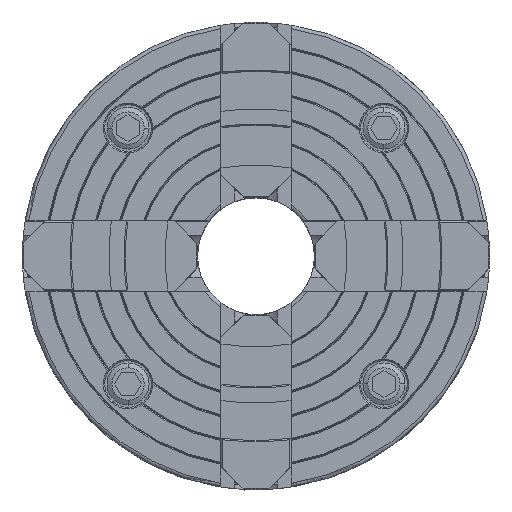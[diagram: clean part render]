
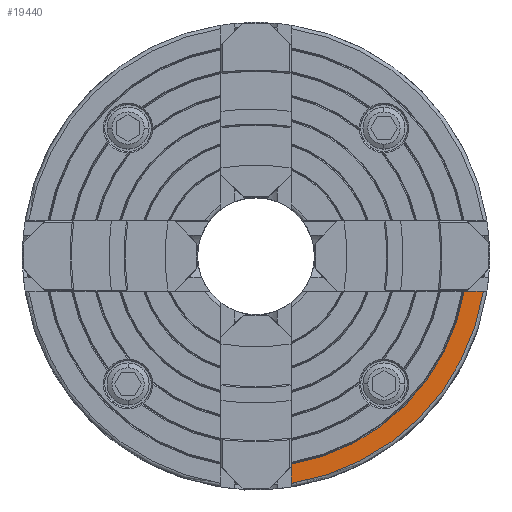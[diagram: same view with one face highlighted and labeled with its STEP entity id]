
A CAD part, top view. The second image highlights one B-rep face of the part: STEP entity #19440.
In plain terms, the highlighted planar face has unit normal (0, 0, 1).
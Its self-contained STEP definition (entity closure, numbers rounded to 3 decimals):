
#906 = CARTESIAN_POINT ( 'NONE',  ( 0., 0., 0. ) ) ;
#1011 = PLANE ( 'NONE',  #4909 ) ;
#2150 = LINE ( 'NONE', #7642, #11667 ) ;
#4202 = DIRECTION ( 'NONE',  ( -1., 0., 0. ) ) ;
#4527 = DIRECTION ( 'NONE',  ( 1., 0., 0. ) ) ;
#4899 = VERTEX_POINT ( 'NONE', #13805 ) ;
#4909 = AXIS2_PLACEMENT_3D ( 'NONE', #33274, #11799, #36905 ) ;
#4966 = VERTEX_POINT ( 'NONE', #28706 ) ;
#5886 = CARTESIAN_POINT ( 'NONE',  ( 15., -90.179, 0. ) ) ;
#6530 = DIRECTION ( 'NONE',  ( 0., 0., -1. ) ) ;
#6686 = EDGE_CURVE ( 'NONE', #28508, #37960, #26486, .T. ) ;
#7642 = CARTESIAN_POINT ( 'NONE',  ( 100., -15., 0. ) ) ;
#8524 = VECTOR ( 'NONE', #33832, 1000. ) ;
#8914 = EDGE_CURVE ( 'NONE', #4966, #35308, #2150, .T. ) ;
#10357 = AXIS2_PLACEMENT_3D ( 'NONE', #27966, #6530, #31564 ) ;
#11667 = VECTOR ( 'NONE', #4202, 1000. ) ;
#11799 = DIRECTION ( 'NONE',  ( 0., 0., -1. ) ) ;
#13112 = ORIENTED_EDGE ( 'NONE', *, *, #15542, .F. ) ;
#13195 = CARTESIAN_POINT ( 'NONE',  ( 15., -97.351, 0. ) ) ;
#13805 = CARTESIAN_POINT ( 'NONE',  ( 15., -89.147, 0. ) ) ;
#15542 = EDGE_CURVE ( 'NONE', #37929, #4899, #17405, .T. ) ;
#15628 = ORIENTED_EDGE ( 'NONE', *, *, #38899, .T. ) ;
#16205 = EDGE_CURVE ( 'NONE', #37960, #37929, #28662, .T. ) ;
#16249 = CARTESIAN_POINT ( 'NONE',  ( 100., -15., 0. ) ) ;
#16512 = ORIENTED_EDGE ( 'NONE', *, *, #6686, .F. ) ;
#17405 = LINE ( 'NONE', #27324, #18563 ) ;
#18563 = VECTOR ( 'NONE', #38193, 1000. ) ;
#19427 = CARTESIAN_POINT ( 'NONE',  ( 15., -100., 0. ) ) ;
#19440 = ADVANCED_FACE ( 'NONE', ( #22507 ), #1011, .F. ) ;
#22507 = FACE_OUTER_BOUND ( 'NONE', #32521, .T. ) ;
#23281 = ORIENTED_EDGE ( 'NONE', *, *, #8914, .T. ) ;
#23950 = LINE ( 'NONE', #16249, #40849 ) ;
#24604 = ORIENTED_EDGE ( 'NONE', *, *, #16205, .F. ) ;
#25938 = DIRECTION ( 'NONE',  ( 0., 0., -1. ) ) ;
#26486 = CIRCLE ( 'NONE', #10357, 98.5 ) ;
#27324 = CARTESIAN_POINT ( 'NONE',  ( 15., -100., 0. ) ) ;
#27966 = CARTESIAN_POINT ( 'NONE',  ( 0., 0., 0. ) ) ;
#28508 = VERTEX_POINT ( 'NONE', #43383 ) ;
#28662 = LINE ( 'NONE', #19427, #8524 ) ;
#28706 = CARTESIAN_POINT ( 'NONE',  ( 90.179, -15., 0. ) ) ;
#29756 = CARTESIAN_POINT ( 'NONE',  ( 89.147, -15., 0. ) ) ;
#31564 = DIRECTION ( 'NONE',  ( 1., 0., 0. ) ) ;
#32521 = EDGE_LOOP ( 'NONE', ( #24604, #16512, #15628, #23281, #34436, #13112 ) ) ;
#33274 = CARTESIAN_POINT ( 'NONE',  ( 69.65, -69.65, 0. ) ) ;
#33832 = DIRECTION ( 'NONE',  ( 0., 1., 0. ) ) ;
#34134 = DIRECTION ( 'NONE',  ( -1., 0., 0. ) ) ;
#34436 = ORIENTED_EDGE ( 'NONE', *, *, #37708, .T. ) ;
#35308 = VERTEX_POINT ( 'NONE', #29756 ) ;
#36905 = DIRECTION ( 'NONE',  ( -1., 0., 0. ) ) ;
#37708 = EDGE_CURVE ( 'NONE', #35308, #4899, #41284, .T. ) ;
#37929 = VERTEX_POINT ( 'NONE', #5886 ) ;
#37960 = VERTEX_POINT ( 'NONE', #13195 ) ;
#38193 = DIRECTION ( 'NONE',  ( 0., 1., 0. ) ) ;
#38899 = EDGE_CURVE ( 'NONE', #28508, #4966, #23950, .T. ) ;
#40849 = VECTOR ( 'NONE', #34134, 1000. ) ;
#41197 = AXIS2_PLACEMENT_3D ( 'NONE', #906, #25938, #4527 ) ;
#41284 = CIRCLE ( 'NONE', #41197, 90.4 ) ;
#43383 = CARTESIAN_POINT ( 'NONE',  ( 97.351, -15., 0. ) ) ;
